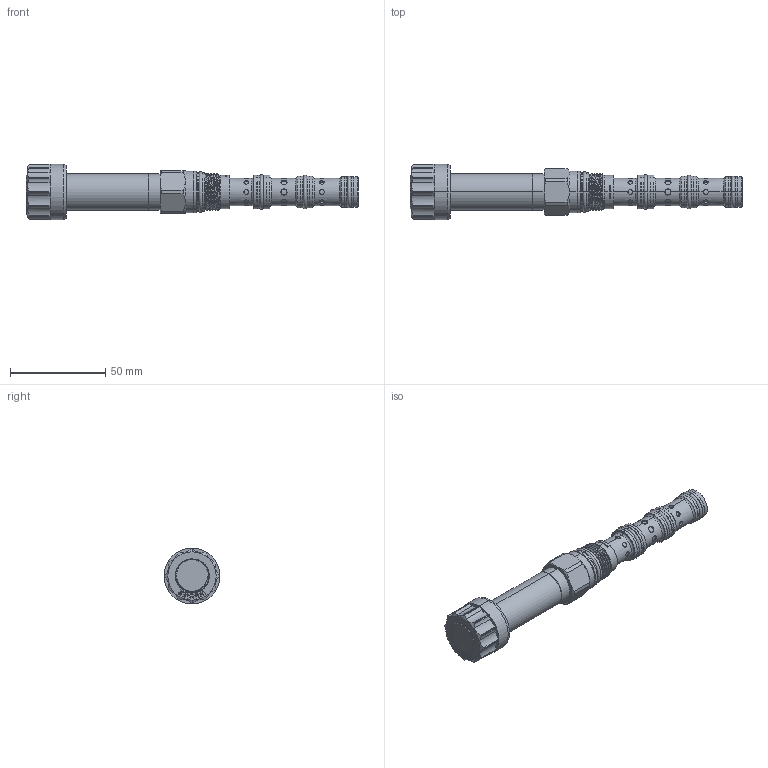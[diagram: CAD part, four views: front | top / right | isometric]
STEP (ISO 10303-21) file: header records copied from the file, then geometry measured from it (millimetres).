
FILE_DESCRIPTION (( 'STEP AP203' ), '1' );
FILE_NAME ('ES31A4D17BN04.STEP', '2023-06-21T06:16:49', ( '' ), ( '' ), 'SwSTEP 2.0', 'SolidWorks 2018', '' );
FILE_SCHEMA (( 'CONFIG_CONTROL_DESIGN' ));
Length unit declared in the file: millimetre
Products named in the file (1): ES31A4D17BN04
Bounding box: 174.47 x 29.2 x 29.2 mm (x, y, z)
Volume: 51514.4 mm3; surface area: 14250.3 mm2
Topology: 1 solids, 1 shells, 429 faces, 1016 edges, 647 vertices
Faces by surface type: cylinder 229, plane 123, cone 41, torus 22, bspline 14
Entity records: 17501 total; most frequent: CARTESIAN_POINT 7781, ORIENTED_EDGE 2032, DIRECTION 1943, EDGE_CURVE 1016, AXIS2_PLACEMENT_3D 747, VERTEX_POINT 647, EDGE_LOOP 487, VECTOR 449
